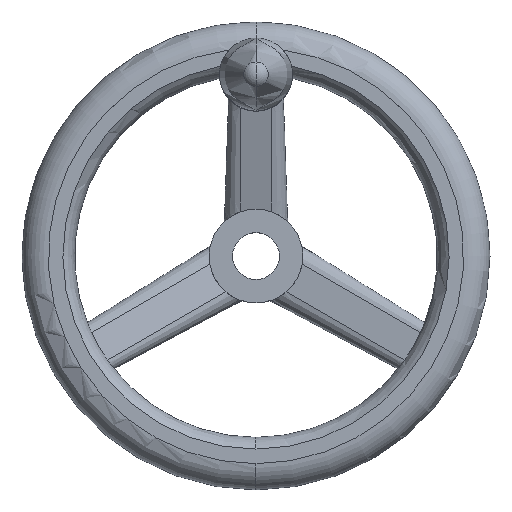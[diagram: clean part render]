
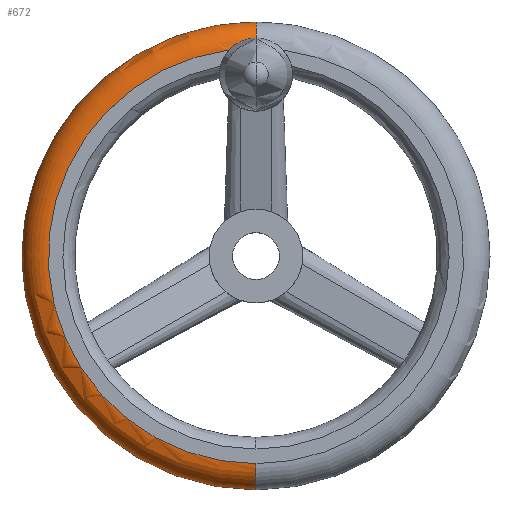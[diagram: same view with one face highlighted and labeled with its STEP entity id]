
A CAD part, top view. The second image highlights one B-rep face of the part: STEP entity #672.
In plain terms, the highlighted toroidal (fillet/blend) face has major radius 71 mm and minor radius 9 mm.
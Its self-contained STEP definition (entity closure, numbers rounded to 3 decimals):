
#304=EDGE_CURVE('',#720,#738,#844,.T.);
#346=EDGE_CURVE('',#490,#738,#887,.T.);
#490=VERTEX_POINT('',#1044);
#500=VERTEX_POINT('',#1054);
#512=EDGE_CURVE('',#490,#500,#1067,.T.);
#526=VERTEX_POINT('',#1083);
#532=EDGE_CURVE('',#500,#526,#1089,.T.);
#672=ADVANCED_FACE('',(#1243),#1244,.T.);
#714=EDGE_CURVE('',#720,#526,#1289,.T.);
#720=VERTEX_POINT('',#1297);
#738=VERTEX_POINT('',#1317);
#844=CIRCLE('',#1431,80.0);
#887=CIRCLE('',#1604,9.0);
#1044=CARTESIAN_POINT('',(0.,-71.0,40.0));
#1054=CARTESIAN_POINT('',(-9.263,70.393,40.));
#1067=CIRCLE('',#2111,71.0);
#1083=CARTESIAN_POINT('',(0.,71.0,40.0));
#1089=CIRCLE('',#2141,71.0);
#1243=FACE_OUTER_BOUND('',#2480,.T.);
#1244=TOROIDAL_SURFACE('',#2481,71.0,9.0);
#1289=CIRCLE('',#2569,9.0);
#1297=CARTESIAN_POINT('',(0.,80.0,31.0));
#1317=CARTESIAN_POINT('',(0.,-80.0,31.0));
#1431=AXIS2_PLACEMENT_3D('',#2775,#2776,#2777);
#1604=AXIS2_PLACEMENT_3D('',#2800,#2801,#2802);
#2111=AXIS2_PLACEMENT_3D('',#2993,#2994,#2995);
#2141=AXIS2_PLACEMENT_3D('',#3024,#3025,#3026);
#2480=EDGE_LOOP('',(#3222,#3223,#3224,#3225,#3226));
#2481=AXIS2_PLACEMENT_3D('',#3227,#3228,#3229);
#2569=AXIS2_PLACEMENT_3D('',#3278,#3279,#3280);
#2775=CARTESIAN_POINT('',(0.,0.,31.0));
#2776=DIRECTION('',(0.,0.,1.0));
#2777=DIRECTION('',(1.0,0.0,0.));
#2800=CARTESIAN_POINT('',(0.,-71.0,31.0));
#2801=DIRECTION('',(1.0,0.,0.));
#2802=DIRECTION('',(0.,-1.0,0.));
#2993=CARTESIAN_POINT('',(0.,0.,40.0));
#2994=DIRECTION('',(0.,0.,-1.0));
#2995=DIRECTION('',(0.,1.0,0.));
#3024=CARTESIAN_POINT('',(0.,0.,40.0));
#3025=DIRECTION('',(0.,0.,-1.0));
#3026=DIRECTION('',(0.,1.0,0.));
#3222=ORIENTED_EDGE('',*,*,#304,.T.);
#3223=ORIENTED_EDGE('',*,*,#346,.F.);
#3224=ORIENTED_EDGE('',*,*,#512,.T.);
#3225=ORIENTED_EDGE('',*,*,#532,.T.);
#3226=ORIENTED_EDGE('',*,*,#714,.F.);
#3227=CARTESIAN_POINT('',(0.,0.,31.0));
#3228=DIRECTION('',(0.,0.,1.0));
#3229=DIRECTION('',(0.,1.0,0.0));
#3278=CARTESIAN_POINT('',(0.,71.0,31.0));
#3279=DIRECTION('',(1.0,0.,0.));
#3280=DIRECTION('',(0.,1.0,0.));
